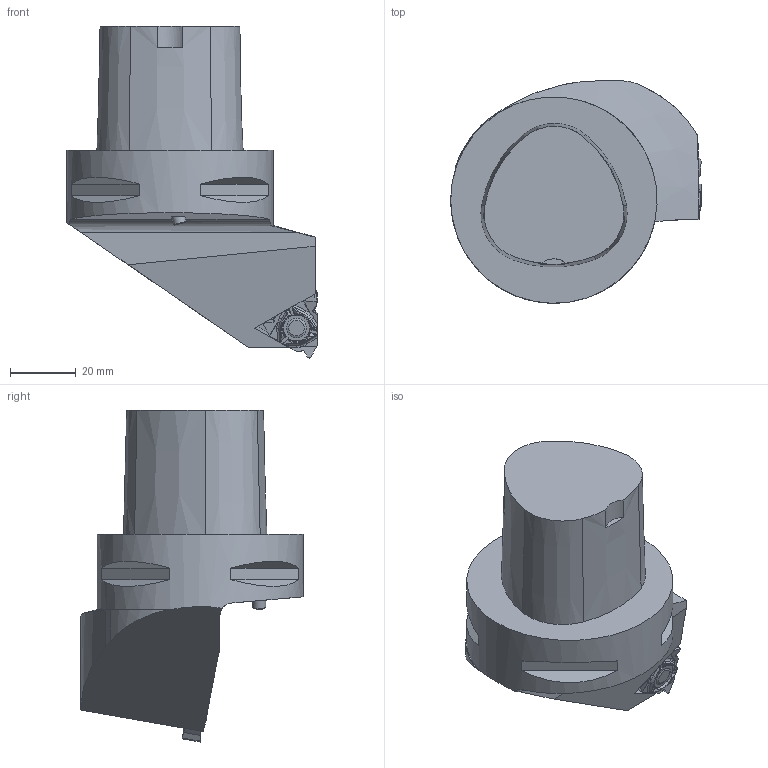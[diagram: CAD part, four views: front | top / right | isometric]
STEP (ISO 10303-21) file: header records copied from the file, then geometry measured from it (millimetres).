
FILE_DESCRIPTION(/* description */ (''),/* implementation_level */ '2;1');
FILE_NAME(/* name */ '1683801274237.stp',/* time_stamp */ '2023-05-11T16:05:06+06:00',/* author */ (''),/* organization */ ('SMS'),/* preprocessor_version */ 'ST-DEVELOPER v16.7',/* originating_system */ 'SIEMENS PLM Software NX 12.0',/* authorisation */ '');
FILE_SCHEMA (('AUTOMOTIVE_DESIGN { 1 0 10303 214 3 1 1 1 }'));
Length unit declared in the file: millimetre
Products named in the file (4): ASSEMBLY_CONSTRUCTION; 202697901mod000_00; 204718018mod000_00; 204718017mod000_00
Assembly tree (3 placements, depth 2):
  204718017mod000_00
    204718018mod000_00
    202697901mod000_00
    ASSEMBLY_CONSTRUCTION
Bounding box: 76.5 x 67.97 x 101.33 mm (x, y, z)
Volume: 183112.7 mm3; surface area: 22803.9 mm2
Topology: 2 solids, 2 shells, 208 faces, 517 edges, 326 vertices
Faces by surface type: plane 75, cylinder 59, bspline 39, torus 16, cone 14, sphere 5
Full cylindrical faces by diameter (mm): 4 x1, 5.7 x2, 8.018 x1, 63 x1
Entity records: 7233 total; most frequent: CARTESIAN_POINT 2322, DIRECTION 1002, ORIENTED_EDGE 994, EDGE_CURVE 497, AXIS2_PLACEMENT_3D 393, VERTEX_POINT 314, EDGE_LOOP 231, LINE 216
